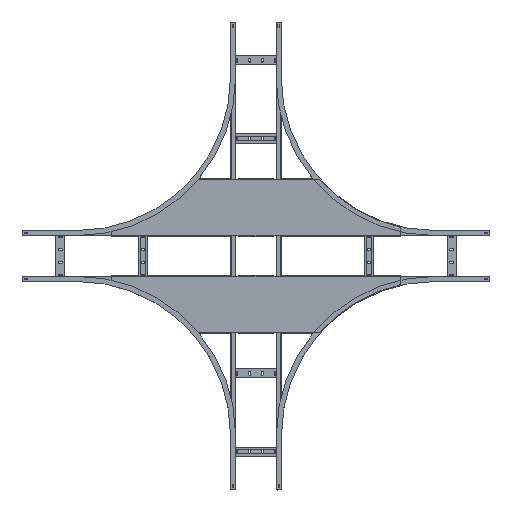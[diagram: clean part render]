
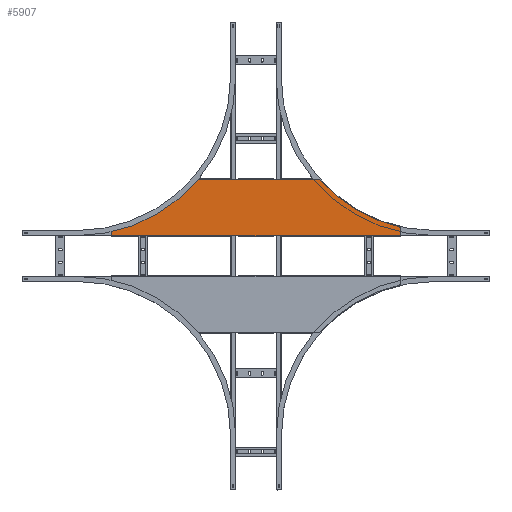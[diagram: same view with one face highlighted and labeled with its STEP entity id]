
A CAD part, top view. The second image highlights one B-rep face of the part: STEP entity #5907.
In plain terms, the highlighted face is planar.
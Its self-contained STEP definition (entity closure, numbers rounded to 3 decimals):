
#427 = VERTEX_POINT ( 'NONE', #8542 ) ;
#484 = AXIS2_PLACEMENT_3D ( 'NONE', #4318, #5114, #9803 ) ;
#707 = VECTOR ( 'NONE', #3709, 1000. ) ;
#728 = CARTESIAN_POINT ( 'NONE',  ( 564.5, -1.2, -363.823 ) ) ;
#1038 = AXIS2_PLACEMENT_3D ( 'NONE', #1667, #4021, #4801 ) ;
#1414 = CARTESIAN_POINT ( 'NONE',  ( 560.647, -1.2, -358.957 ) ) ;
#1454 = CARTESIAN_POINT ( 'NONE',  ( -564.5, -1.2, 226.8 ) ) ;
#1522 = EDGE_CURVE ( 'NONE', #4834, #8408, #4519, .T. ) ;
#1667 = CARTESIAN_POINT ( 'NONE',  ( -559.5, -1.2, -363.823 ) ) ;
#2072 = EDGE_CURVE ( 'NONE', #9207, #9026, #3659, .T. ) ;
#2118 = EDGE_CURVE ( 'NONE', #4834, #8015, #5359, .T. ) ;
#2142 = AXIS2_PLACEMENT_3D ( 'NONE', #6188, #3882, #5172 ) ;
#2282 = DIRECTION ( 'NONE',  ( 0., 1., 0. ) ) ;
#2361 = EDGE_CURVE ( 'NONE', #9712, #6320, #4876, .T. ) ;
#2502 = ORIENTED_EDGE ( 'NONE', *, *, #2361, .F. ) ;
#2508 = DIRECTION ( 'NONE',  ( 0., 0., -1. ) ) ;
#2822 = CARTESIAN_POINT ( 'NONE',  ( -564.5, -1.2, -393.2 ) ) ;
#3132 = DIRECTION ( 'NONE',  ( 0., 0., 1. ) ) ;
#3208 = CARTESIAN_POINT ( 'NONE',  ( -560., -1.2, -173.2 ) ) ;
#3358 = AXIS2_PLACEMENT_3D ( 'NONE', #9254, #2282, #3132 ) ;
#3659 = CIRCLE ( 'NONE', #9086, 5. ) ;
#3709 = DIRECTION ( 'NONE',  ( -1., 0., 0. ) ) ;
#3882 = DIRECTION ( 'NONE',  ( 0., -1., 0. ) ) ;
#4021 = DIRECTION ( 'NONE',  ( 0., -1., 0. ) ) ;
#4130 = CARTESIAN_POINT ( 'NONE',  ( 559.5, -1.2, -363.823 ) ) ;
#4223 = EDGE_CURVE ( 'NONE', #8015, #6320, #7267, .T. ) ;
#4318 = CARTESIAN_POINT ( 'NONE',  ( 698.677, -1.2, 226.8 ) ) ;
#4453 = VECTOR ( 'NONE', #8501, 1000. ) ;
#4519 = CIRCLE ( 'NONE', #2142, 601.8 ) ;
#4575 = EDGE_CURVE ( 'NONE', #427, #9026, #5194, .T. ) ;
#4801 = DIRECTION ( 'NONE',  ( 0., 0., 1. ) ) ;
#4834 = VERTEX_POINT ( 'NONE', #7801 ) ;
#4876 = LINE ( 'NONE', #9879, #707 ) ;
#4911 = DIRECTION ( 'NONE',  ( 0., 0., 1. ) ) ;
#5114 = DIRECTION ( 'NONE',  ( 0., -1., 0. ) ) ;
#5172 = DIRECTION ( 'NONE',  ( 0., 0., 1. ) ) ;
#5194 = CIRCLE ( 'NONE', #484, 601.8 ) ;
#5274 = CARTESIAN_POINT ( 'NONE',  ( -564.5, -1.2, -363.823 ) ) ;
#5359 = CIRCLE ( 'NONE', #1038, 5. ) ;
#5418 = ORIENTED_EDGE ( 'NONE', *, *, #4223, .T. ) ;
#5748 = CARTESIAN_POINT ( 'NONE',  ( 564.5, -1.2, -395.4 ) ) ;
#5907 = ADVANCED_FACE ( 'NONE', ( #7798 ), #7020, .F. ) ;
#5944 = ORIENTED_EDGE ( 'NONE', *, *, #9831, .T. ) ;
#6145 = ORIENTED_EDGE ( 'NONE', *, *, #9942, .F. ) ;
#6188 = CARTESIAN_POINT ( 'NONE',  ( -698.677, -1.2, 226.8 ) ) ;
#6241 = VECTOR ( 'NONE', #8689, 1000. ) ;
#6320 = VERTEX_POINT ( 'NONE', #2822 ) ;
#6328 = ORIENTED_EDGE ( 'NONE', *, *, #1522, .F. ) ;
#6894 = EDGE_LOOP ( 'NONE', ( #6328, #7310, #5418, #2502, #6145, #8261, #10110, #5944 ) ) ;
#6938 = CARTESIAN_POINT ( 'NONE',  ( 564.5, -1.2, -393.2 ) ) ;
#6957 = LINE ( 'NONE', #5748, #9170 ) ;
#7020 = PLANE ( 'NONE',  #3358 ) ;
#7267 = LINE ( 'NONE', #1454, #4453 ) ;
#7310 = ORIENTED_EDGE ( 'NONE', *, *, #2118, .T. ) ;
#7558 = CARTESIAN_POINT ( 'NONE',  ( -249.051, -1.2, -173.2 ) ) ;
#7798 = FACE_OUTER_BOUND ( 'NONE', #6894, .T. ) ;
#7801 = CARTESIAN_POINT ( 'NONE',  ( -560.647, -1.2, -358.957 ) ) ;
#8015 = VERTEX_POINT ( 'NONE', #5274 ) ;
#8261 = ORIENTED_EDGE ( 'NONE', *, *, #2072, .T. ) ;
#8408 = VERTEX_POINT ( 'NONE', #7558 ) ;
#8501 = DIRECTION ( 'NONE',  ( 0., 0., -1. ) ) ;
#8542 = CARTESIAN_POINT ( 'NONE',  ( 249.051, -1.2, -173.2 ) ) ;
#8689 = DIRECTION ( 'NONE',  ( -1., 0., 0. ) ) ;
#9026 = VERTEX_POINT ( 'NONE', #1414 ) ;
#9058 = LINE ( 'NONE', #3208, #6241 ) ;
#9086 = AXIS2_PLACEMENT_3D ( 'NONE', #4130, #9586, #4911 ) ;
#9170 = VECTOR ( 'NONE', #2508, 1000. ) ;
#9207 = VERTEX_POINT ( 'NONE', #728 ) ;
#9254 = CARTESIAN_POINT ( 'NONE',  ( -698.677, -1.2, 226.8 ) ) ;
#9586 = DIRECTION ( 'NONE',  ( 0., -1., 0. ) ) ;
#9712 = VERTEX_POINT ( 'NONE', #6938 ) ;
#9803 = DIRECTION ( 'NONE',  ( 0., 0., -1. ) ) ;
#9831 = EDGE_CURVE ( 'NONE', #427, #8408, #9058, .T. ) ;
#9879 = CARTESIAN_POINT ( 'NONE',  ( -887., -1.2, -393.2 ) ) ;
#9942 = EDGE_CURVE ( 'NONE', #9207, #9712, #6957, .T. ) ;
#10110 = ORIENTED_EDGE ( 'NONE', *, *, #4575, .F. ) ;
